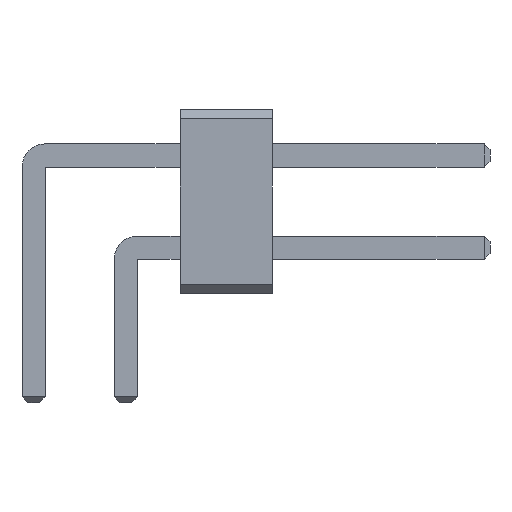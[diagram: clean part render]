
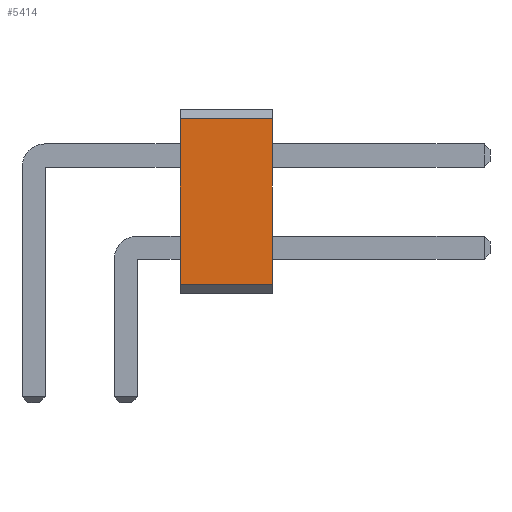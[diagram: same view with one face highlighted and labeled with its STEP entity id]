
A CAD part, front view. The second image highlights one B-rep face of the part: STEP entity #5414.
In plain terms, the highlighted planar face has unit normal (0, -1, 0).
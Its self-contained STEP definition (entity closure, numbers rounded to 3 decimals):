
#502 = VERTEX_POINT('',#503);
#503 = CARTESIAN_POINT('',(4.04,-39.37,4.826));
#509 = EDGE_CURVE('',#510,#502,#512,.T.);
#510 = VERTEX_POINT('',#511);
#511 = CARTESIAN_POINT('',(4.04,-39.37,0.254));
#512 = LINE('',#513,#514);
#513 = CARTESIAN_POINT('',(4.04,-39.37,0.254));
#514 = VECTOR('',#515,1.);
#515 = DIRECTION('',(0.,0.,1.));
#2359 = VERTEX_POINT('',#2360);
#2360 = CARTESIAN_POINT('',(6.58,-39.37,4.826));
#2366 = EDGE_CURVE('',#2367,#2359,#2369,.T.);
#2367 = VERTEX_POINT('',#2368);
#2368 = CARTESIAN_POINT('',(6.58,-39.37,0.254));
#2369 = LINE('',#2370,#2371);
#2370 = CARTESIAN_POINT('',(6.58,-39.37,0.254));
#2371 = VECTOR('',#2372,1.);
#2372 = DIRECTION('',(0.,0.,1.));
#5386 = EDGE_CURVE('',#510,#2367,#5387,.T.);
#5387 = LINE('',#5388,#5389);
#5388 = CARTESIAN_POINT('',(4.04,-39.37,0.254));
#5389 = VECTOR('',#5390,1.);
#5390 = DIRECTION('',(1.,0.,0.));
#5414 = ADVANCED_FACE('',(#5415),#5426,.T.);
#5415 = FACE_BOUND('',#5416,.T.);
#5416 = EDGE_LOOP('',(#5417,#5418,#5419,#5425));
#5417 = ORIENTED_EDGE('',*,*,#5386,.T.);
#5418 = ORIENTED_EDGE('',*,*,#2366,.T.);
#5419 = ORIENTED_EDGE('',*,*,#5420,.F.);
#5420 = EDGE_CURVE('',#502,#2359,#5421,.T.);
#5421 = LINE('',#5422,#5423);
#5422 = CARTESIAN_POINT('',(4.04,-39.37,4.826));
#5423 = VECTOR('',#5424,1.);
#5424 = DIRECTION('',(1.,0.,0.));
#5425 = ORIENTED_EDGE('',*,*,#509,.F.);
#5426 = PLANE('',#5427);
#5427 = AXIS2_PLACEMENT_3D('',#5428,#5429,#5430);
#5428 = CARTESIAN_POINT('',(4.04,-39.37,0.254));
#5429 = DIRECTION('',(0.,-1.,0.));
#5430 = DIRECTION('',(0.,0.,1.));
